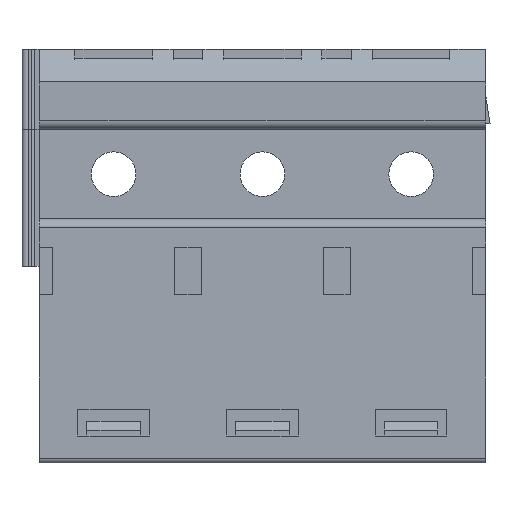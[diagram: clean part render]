
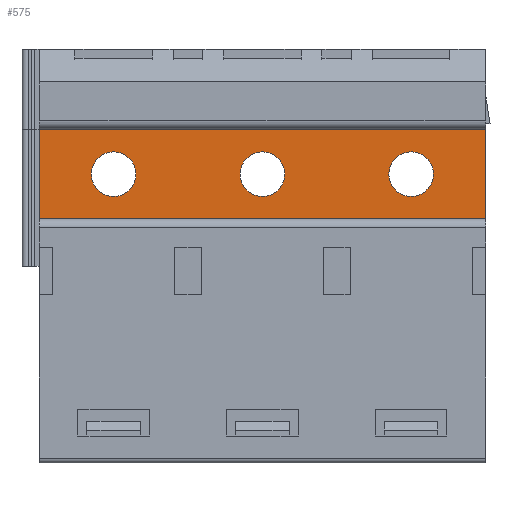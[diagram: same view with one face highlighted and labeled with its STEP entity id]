
A CAD part, front view. The second image highlights one B-rep face of the part: STEP entity #575.
In plain terms, the highlighted planar face has unit normal (0, -1, 0).
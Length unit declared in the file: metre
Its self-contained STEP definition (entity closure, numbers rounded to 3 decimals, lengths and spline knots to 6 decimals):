
#575=ADVANCED_FACE('',(#1427,#1428,#1429,#1430),#1431,.T.);
#1427=FACE_OUTER_BOUND('',#2555,.T.);
#1428=FACE_BOUND('',#2556,.T.);
#1429=FACE_BOUND('',#2557,.T.);
#1430=FACE_BOUND('',#2558,.T.);
#1431=PLANE('',#2559);
#2555=EDGE_LOOP('',(#4421,#4422,#4423,#4424,#4425));
#2556=EDGE_LOOP('',(#4426));
#2557=EDGE_LOOP('',(#4427));
#2558=EDGE_LOOP('',(#4428));
#2559=AXIS2_PLACEMENT_3D('',#4429,#4430,#4431);
#4421=ORIENTED_EDGE('',*,*,#7204,.T.);
#4422=ORIENTED_EDGE('',*,*,#7205,.F.);
#4423=ORIENTED_EDGE('',*,*,#7206,.T.);
#4424=ORIENTED_EDGE('',*,*,#7189,.T.);
#4425=ORIENTED_EDGE('',*,*,#7207,.T.);
#4426=ORIENTED_EDGE('',*,*,#6705,.F.);
#4427=ORIENTED_EDGE('',*,*,#7208,.F.);
#4428=ORIENTED_EDGE('',*,*,#7209,.F.);
#4429=CARTESIAN_POINT('',(14.095107,11.733671,-0.028508));
#4430=DIRECTION('',(0.,-1.0,0.));
#4431=DIRECTION('',(0.0,0.,-1.0));
#6705=EDGE_CURVE('',#8073,#8073,#8074,.T.);
#7189=EDGE_CURVE('',#8881,#8882,#8883,.T.);
#7204=EDGE_CURVE('',#8906,#8907,#8908,.T.);
#7205=EDGE_CURVE('',#8909,#8907,#8910,.T.);
#7206=EDGE_CURVE('',#8909,#8881,#8911,.T.);
#7207=EDGE_CURVE('',#8882,#8906,#8912,.T.);
#7208=EDGE_CURVE('',#8913,#8913,#8914,.T.);
#7209=EDGE_CURVE('',#8915,#8915,#8916,.T.);
#8073=VERTEX_POINT('',#10109);
#8074=CIRCLE('',#10110,0.00075);
#8881=VERTEX_POINT('',#11328);
#8882=VERTEX_POINT('',#11329);
#8883=LINE('',#11330,#11331);
#8906=VERTEX_POINT('',#11362);
#8907=VERTEX_POINT('',#11363);
#8908=LINE('',#11364,#11365);
#8909=VERTEX_POINT('',#11366);
#8910=LINE('',#11367,#11368);
#8911=LINE('',#11369,#11370);
#8912=LINE('',#11371,#11372);
#8913=VERTEX_POINT('',#11373);
#8914=CIRCLE('',#11374,0.00075);
#8915=VERTEX_POINT('',#11375);
#8916=CIRCLE('',#11376,0.00075);
#10109=CARTESIAN_POINT('',(14.098357,11.733671,-0.027008));
#10110=AXIS2_PLACEMENT_3D('',#12757,#12758,#12759);
#11328=CARTESIAN_POINT('',(14.109487,11.733671,-0.025508));
#11329=CARTESIAN_POINT('',(14.095107,11.733671,-0.025508));
#11330=CARTESIAN_POINT('',(14.095107,11.733671,-0.025508));
#11331=VECTOR('',#13260,1.0);
#11362=CARTESIAN_POINT('',(14.095107,11.733671,-0.028508));
#11363=CARTESIAN_POINT('',(14.110107,11.733671,-0.028508));
#11364=CARTESIAN_POINT('',(14.095107,11.733671,-0.028508));
#11365=VECTOR('',#13281,1.0);
#11366=CARTESIAN_POINT('',(14.110107,11.733671,-0.025508));
#11367=CARTESIAN_POINT('',(14.110107,11.733671,-0.028508));
#11368=VECTOR('',#13282,1.0);
#11369=CARTESIAN_POINT('',(14.095107,11.733671,-0.025508));
#11370=VECTOR('',#13283,1.0);
#11371=CARTESIAN_POINT('',(14.095107,11.733671,-0.028508));
#11372=VECTOR('',#13284,1.0);
#11373=CARTESIAN_POINT('',(14.103357,11.733671,-0.027008));
#11374=AXIS2_PLACEMENT_3D('',#13285,#13286,#13287);
#11375=CARTESIAN_POINT('',(14.108357,11.733671,-0.027008));
#11376=AXIS2_PLACEMENT_3D('',#13288,#13289,#13290);
#12757=CARTESIAN_POINT('',(14.097607,11.733671,-0.027008));
#12758=DIRECTION('',(0.,-1.0,0.));
#12759=DIRECTION('',(1.0,0.,0.0));
#13260=DIRECTION('',(-1.0,0.,0.));
#13281=DIRECTION('',(1.0,0.,0.));
#13282=DIRECTION('',(0.,0.,-1.0));
#13283=DIRECTION('',(-1.0,0.,0.));
#13284=DIRECTION('',(0.,0.,-1.0));
#13285=CARTESIAN_POINT('',(14.102607,11.733671,-0.027008));
#13286=DIRECTION('',(0.,-1.0,0.));
#13287=DIRECTION('',(1.0,0.,0.0));
#13288=CARTESIAN_POINT('',(14.107607,11.733671,-0.027008));
#13289=DIRECTION('',(0.,-1.0,0.));
#13290=DIRECTION('',(1.0,0.,0.0));
